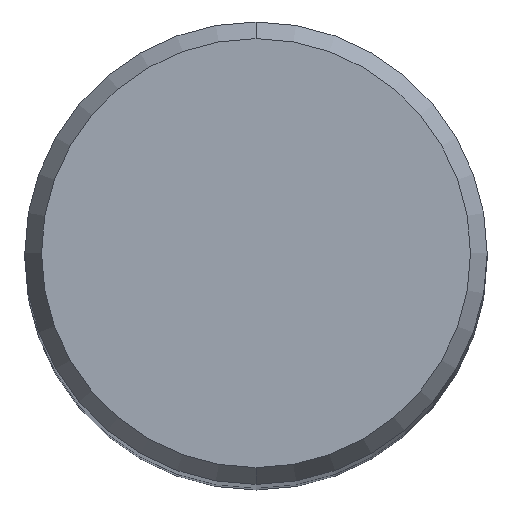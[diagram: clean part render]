
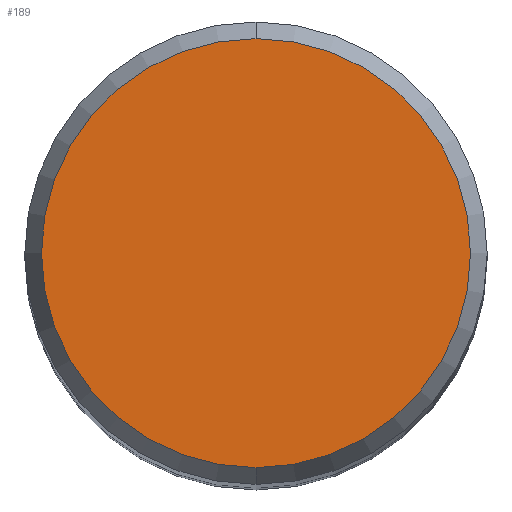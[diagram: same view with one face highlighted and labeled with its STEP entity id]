
A CAD part, top view. The second image highlights one B-rep face of the part: STEP entity #189.
In plain terms, the highlighted planar face has unit normal (0, 0, 1).
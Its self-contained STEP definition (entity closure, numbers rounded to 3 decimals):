
#167=EDGE_CURVE('',#375,#309,#421,.T.);
#189=ADVANCED_FACE('',(#446),#447,.T.);
#295=EDGE_CURVE('',#309,#375,#562,.T.);
#309=VERTEX_POINT('',#576);
#375=VERTEX_POINT('',#648);
#421=CIRCLE('',#693,5.892);
#446=FACE_OUTER_BOUND('',#720,.T.);
#447=PLANE('',#721);
#562=CIRCLE('',#1000,5.892);
#576=CARTESIAN_POINT('',(0.,-5.892,0.));
#648=CARTESIAN_POINT('',(0.0,5.892,0.));
#693=AXIS2_PLACEMENT_3D('',#1311,#1312,#1313);
#720=EDGE_LOOP('',(#1354,#1355));
#721=AXIS2_PLACEMENT_3D('',#1356,#1357,#1358);
#1000=AXIS2_PLACEMENT_3D('',#1479,#1480,#1481);
#1311=CARTESIAN_POINT('',(0.0,0.0,0.));
#1312=DIRECTION('',(0.0,0.0,-1.0));
#1313=DIRECTION('',(0.0,1.0,0.0));
#1354=ORIENTED_EDGE('',*,*,#167,.F.);
#1355=ORIENTED_EDGE('',*,*,#295,.F.);
#1356=CARTESIAN_POINT('',(0.0,2.946,0.));
#1357=DIRECTION('',(-0.0,0.0,1.0));
#1358=DIRECTION('',(0.0,-1.0,0.0));
#1479=CARTESIAN_POINT('',(0.0,0.0,0.));
#1480=DIRECTION('',(0.0,0.0,-1.0));
#1481=DIRECTION('',(0.0,1.0,0.0));
